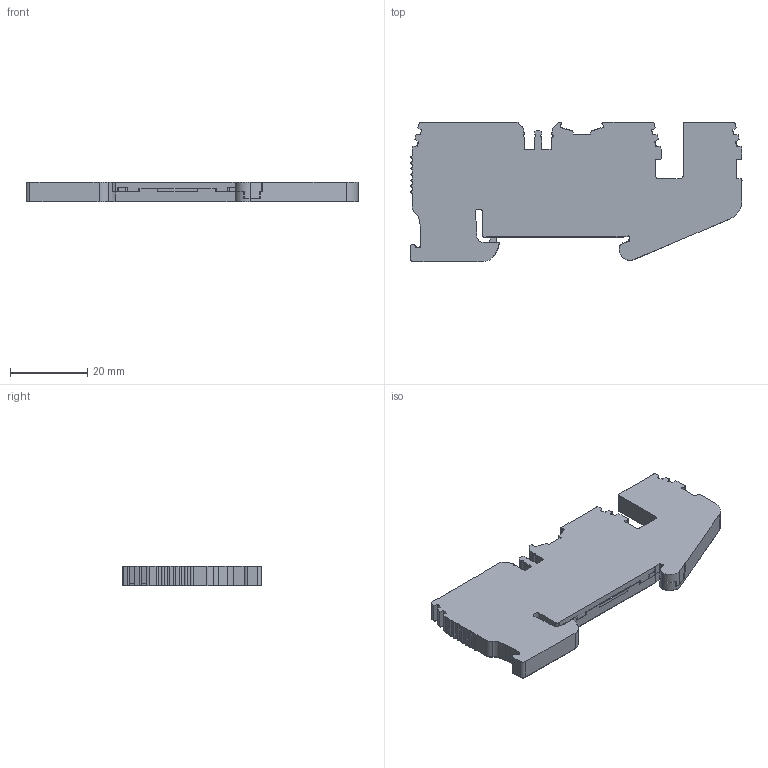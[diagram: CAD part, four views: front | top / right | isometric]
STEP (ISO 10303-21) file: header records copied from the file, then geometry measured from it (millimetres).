
FILE_DESCRIPTION (( 'STEP AP214' ), '1' );
FILE_NAME ('337060_CTP 2.5CT.STP', '2016-07-29T05:23:43', ( '' ), ( '' ), 'SwSTEP 2.0', 'SolidWorks 2016', '' );
FILE_SCHEMA (( 'AUTOMOTIVE_DESIGN' ));
Length unit declared in the file: millimetre
Products named in the file (1): 337060_CTP 2.5CT
Bounding box: 86.1 x 36.07 x 5.15 mm (x, y, z)
Volume: 12652.2 mm3; surface area: 6728.8 mm2
Topology: 1 solids, 1 shells, 632 faces, 1865 edges, 1238 vertices
Faces by surface type: plane 387, cylinder 243, cone 2
Entity records: 21149 total; most frequent: CARTESIAN_POINT 3784, ORIENTED_EDGE 3730, DIRECTION 3613, EDGE_CURVE 1865, LINE 1359, VECTOR 1359, VERTEX_POINT 1238, AXIS2_PLACEMENT_3D 1127
